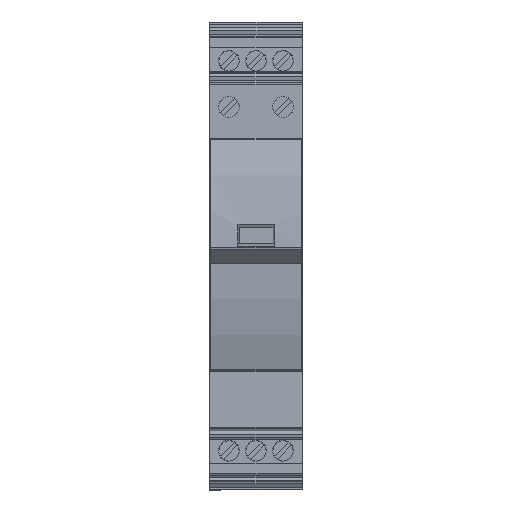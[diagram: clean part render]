
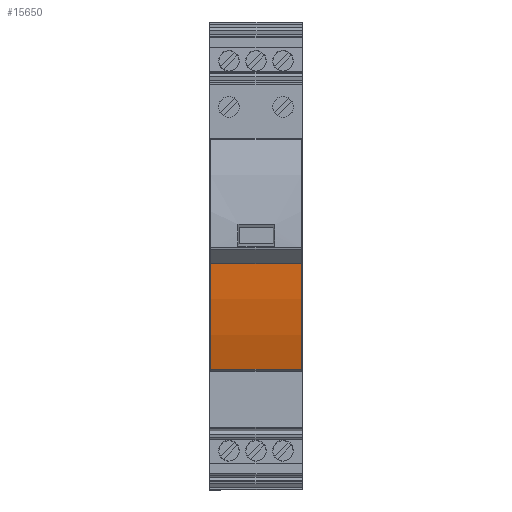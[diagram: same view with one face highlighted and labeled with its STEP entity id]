
A CAD part, top view. The second image highlights one B-rep face of the part: STEP entity #15650.
In plain terms, the highlighted cylindrical face has radius 69 mm (diameter 138 mm), a partial arc.
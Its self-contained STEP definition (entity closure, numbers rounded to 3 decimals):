
#5230=CARTESIAN_POINT('',(94.637,220.036,
64.339));
#5240=VERTEX_POINT('',#5230);
#5270=CARTESIAN_POINT('',(95.891,151.047,
64.335));
#5280=DIRECTION('',(-0.003,0.,
-1.));
#5290=DIRECTION('',(-1.,0.007,
0.003));
#5300=AXIS2_PLACEMENT_3D('',#5270,#5280,#5290);
#5310=CIRCLE('',#5300,69.);
#5320=CARTESIAN_POINT('',(74.289,216.578,
64.41));
#5330=VERTEX_POINT('',#5320);
#5340=EDGE_CURVE('',#5330,#5240,#5310,.T.);
#14040=CARTESIAN_POINT('',(94.698,220.036,
81.839));
#14050=VERTEX_POINT('',#14040);
#14080=CARTESIAN_POINT('',(94.647,220.036,
67.239));
#14090=DIRECTION('',(-0.003,0.,
-1.));
#14100=VECTOR('',#14090,1.);
#14110=LINE('',#14080,#14100);
#14120=EDGE_CURVE('',#14050,#5240,#14110,.T.);
#15410=CARTESIAN_POINT('',(95.901,151.047,
67.235));
#15420=DIRECTION('',(-0.003,0.,
-1.));
#15430=DIRECTION('',(-1.,0.007,
0.003));
#15440=AXIS2_PLACEMENT_3D('',#15410,#15420,#15430);
#15450=CYLINDRICAL_SURFACE('',#15440,69.);
#15460=ORIENTED_EDGE('',*,*,#5340,.F.);
#15470=ORIENTED_EDGE('',*,*,#14120,.T.);
#15480=CARTESIAN_POINT('',(95.952,151.047,
81.835));
#15490=DIRECTION('',(-0.003,0.,
-1.));
#15500=DIRECTION('',(-1.,0.007,
0.003));
#15510=AXIS2_PLACEMENT_3D('',#15480,#15490,#15500);
#15520=CIRCLE('',#15510,69.);
#15530=CARTESIAN_POINT('',(74.35,216.578,
81.91));
#15540=VERTEX_POINT('',#15530);
#15550=EDGE_CURVE('',#15540,#14050,#15520,.T.);
#15560=ORIENTED_EDGE('',*,*,#15550,.T.);
#15570=CARTESIAN_POINT('',(74.299,216.578,
67.31));
#15580=DIRECTION('',(-0.003,0.,
-1.));
#15590=VECTOR('',#15580,1.);
#15600=LINE('',#15570,#15590);
#15610=EDGE_CURVE('',#15540,#5330,#15600,.T.);
#15620=ORIENTED_EDGE('',*,*,#15610,.F.);
#15630=EDGE_LOOP('',(#15620,#15560,#15470,#15460));
#15640=FACE_OUTER_BOUND('',#15630,.T.);
#15650=ADVANCED_FACE('',(#15640),#15450,.T.);
